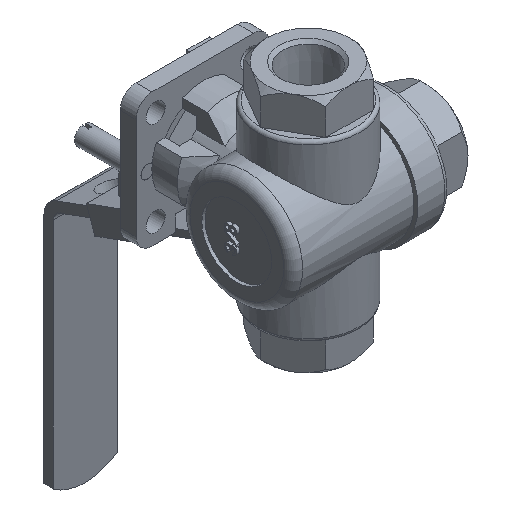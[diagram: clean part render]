
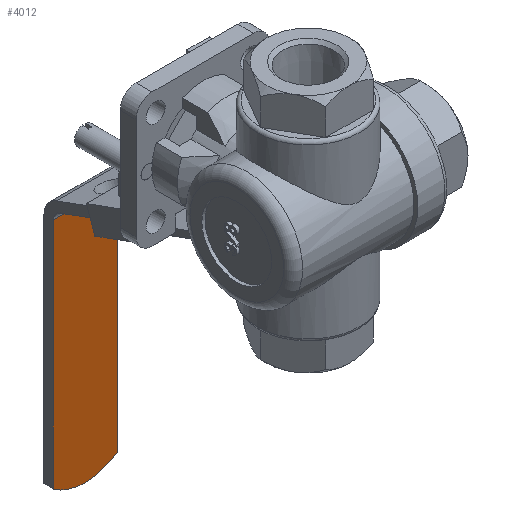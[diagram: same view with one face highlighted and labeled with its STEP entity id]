
A CAD part, isometric view. The second image highlights one B-rep face of the part: STEP entity #4012.
In plain terms, the highlighted planar face has unit normal (0, -1, 0).
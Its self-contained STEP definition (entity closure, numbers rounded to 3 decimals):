
#367=CIRCLE('',#4442,17.);
#1295=ORIENTED_EDGE('',*,*,#1949,.T.);
#1296=ORIENTED_EDGE('',*,*,#2005,.T.);
#1297=ORIENTED_EDGE('',*,*,#1972,.T.);
#1298=ORIENTED_EDGE('',*,*,#2006,.T.);
#1949=EDGE_CURVE('',#2385,#2384,#2674,.T.);
#1972=EDGE_CURVE('',#2402,#2401,#2692,.T.);
#2005=EDGE_CURVE('',#2384,#2402,#367,.F.);
#2006=EDGE_CURVE('',#2401,#2385,#2720,.T.);
#2384=VERTEX_POINT('',#6895);
#2385=VERTEX_POINT('',#6897);
#2401=VERTEX_POINT('',#6939);
#2402=VERTEX_POINT('',#6941);
#2674=LINE('',#6896,#2991);
#2692=LINE('',#6940,#3009);
#2720=LINE('',#7003,#3037);
#2991=VECTOR('',#5336,1000.);
#3009=VECTOR('',#5372,1000.);
#3037=VECTOR('',#5426,1000.);
#3338=EDGE_LOOP('',(#1295,#1296,#1297,#1298));
#3633=FACE_BOUND('',#3338,.T.);
#3796=PLANE('',#4441);
#4012=ADVANCED_FACE('',(#3633),#3796,.F.);
#4441=AXIS2_PLACEMENT_3D('',#7001,#5422,#5423);
#4442=AXIS2_PLACEMENT_3D('',#7002,#5424,#5425);
#5336=DIRECTION('',(0.,0.,-1.));
#5372=DIRECTION('',(0.,0.,1.));
#5422=DIRECTION('',(0.,1.,0.));
#5423=DIRECTION('',(0.,0.,1.));
#5424=DIRECTION('',(0.,1.,0.));
#5425=DIRECTION('',(0.,0.,1.));
#5426=DIRECTION('',(-1.,0.,0.));
#6895=CARTESIAN_POINT('',(-10.,32.,-108.748));
#6896=CARTESIAN_POINT('',(-10.,32.,-33.25));
#6897=CARTESIAN_POINT('',(-10.,32.,-35.351));
#6939=CARTESIAN_POINT('',(10.,32.,-35.351));
#6940=CARTESIAN_POINT('',(10.,32.,-33.25));
#6941=CARTESIAN_POINT('',(10.,32.,-108.748));
#7001=CARTESIAN_POINT('',(38.5,32.,-33.25));
#7002=CARTESIAN_POINT('',(0.,32.,-95.));
#7003=CARTESIAN_POINT('',(13.,32.,-35.351));
